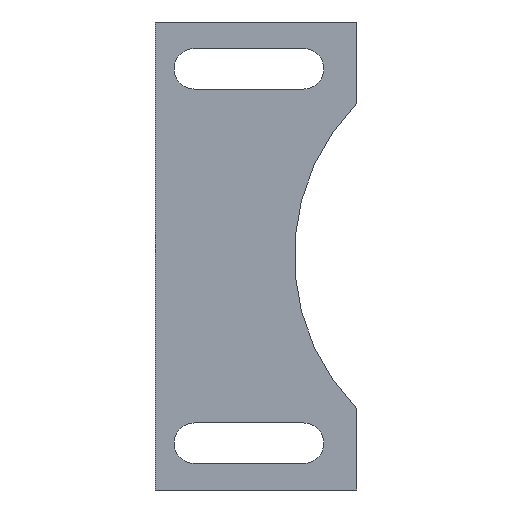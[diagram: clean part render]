
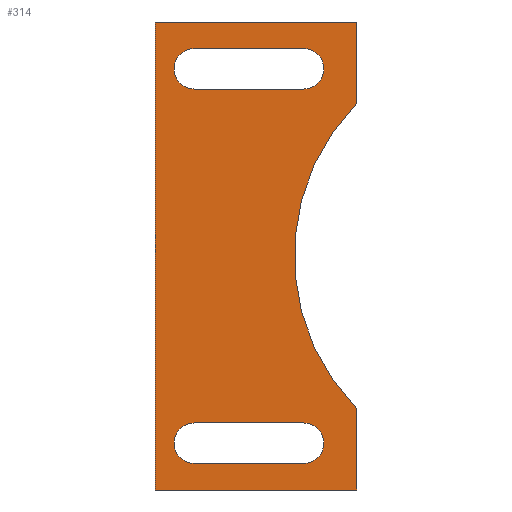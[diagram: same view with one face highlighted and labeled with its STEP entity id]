
A CAD part, left-side view. The second image highlights one B-rep face of the part: STEP entity #314.
In plain terms, the highlighted planar face has unit normal (-1, 0, 0).
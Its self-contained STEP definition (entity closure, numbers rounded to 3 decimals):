
#17=FACE_BOUND('',#64,.T.);
#18=FACE_BOUND('',#65,.T.);
#29=PLANE('',#360);
#45=FACE_OUTER_BOUND('',#63,.T.);
#63=EDGE_LOOP('',(#280,#281,#282,#283,#284,#285));
#64=EDGE_LOOP('',(#286,#287,#288,#289));
#65=EDGE_LOOP('',(#290,#291,#292,#293));
#68=LINE('',#459,#100);
#72=LINE('',#470,#104);
#76=LINE('',#483,#108);
#80=LINE('',#494,#112);
#82=LINE('',#499,#114);
#86=LINE('',#507,#118);
#89=LINE('',#513,#121);
#92=LINE('',#519,#124);
#95=LINE('',#525,#127);
#100=VECTOR('',#373,10.);
#104=VECTOR('',#385,10.);
#108=VECTOR('',#397,10.);
#112=VECTOR('',#409,10.);
#114=VECTOR('',#413,10.);
#118=VECTOR('',#419,10.);
#121=VECTOR('',#424,10.);
#124=VECTOR('',#429,10.);
#127=VECTOR('',#434,10.);
#130=CIRCLE('',#336,1.3);
#132=CIRCLE('',#340,1.3);
#134=CIRCLE('',#344,1.3);
#136=CIRCLE('',#348,1.3);
#138=CIRCLE('',#357,14.);
#140=VERTEX_POINT('',#449);
#141=VERTEX_POINT('',#450);
#144=VERTEX_POINT('',#458);
#146=VERTEX_POINT('',#464);
#148=VERTEX_POINT('',#473);
#149=VERTEX_POINT('',#474);
#152=VERTEX_POINT('',#482);
#154=VERTEX_POINT('',#488);
#156=VERTEX_POINT('',#497);
#157=VERTEX_POINT('',#498);
#160=VERTEX_POINT('',#506);
#162=VERTEX_POINT('',#512);
#164=VERTEX_POINT('',#518);
#166=VERTEX_POINT('',#524);
#168=EDGE_CURVE('',#140,#141,#130,.T.);
#172=EDGE_CURVE('',#141,#144,#68,.T.);
#175=EDGE_CURVE('',#144,#146,#132,.T.);
#178=EDGE_CURVE('',#146,#140,#72,.T.);
#180=EDGE_CURVE('',#148,#149,#134,.T.);
#184=EDGE_CURVE('',#152,#148,#76,.T.);
#187=EDGE_CURVE('',#154,#152,#136,.T.);
#190=EDGE_CURVE('',#149,#154,#80,.T.);
#192=EDGE_CURVE('',#156,#157,#82,.T.);
#196=EDGE_CURVE('',#160,#156,#86,.T.);
#199=EDGE_CURVE('',#162,#160,#89,.T.);
#202=EDGE_CURVE('',#164,#162,#92,.T.);
#205=EDGE_CURVE('',#166,#164,#95,.T.);
#208=EDGE_CURVE('',#157,#166,#138,.T.);
#280=ORIENTED_EDGE('',*,*,#208,.F.);
#281=ORIENTED_EDGE('',*,*,#192,.F.);
#282=ORIENTED_EDGE('',*,*,#196,.F.);
#283=ORIENTED_EDGE('',*,*,#199,.F.);
#284=ORIENTED_EDGE('',*,*,#202,.F.);
#285=ORIENTED_EDGE('',*,*,#205,.F.);
#286=ORIENTED_EDGE('',*,*,#168,.T.);
#287=ORIENTED_EDGE('',*,*,#172,.T.);
#288=ORIENTED_EDGE('',*,*,#175,.T.);
#289=ORIENTED_EDGE('',*,*,#178,.T.);
#290=ORIENTED_EDGE('',*,*,#180,.T.);
#291=ORIENTED_EDGE('',*,*,#190,.T.);
#292=ORIENTED_EDGE('',*,*,#187,.T.);
#293=ORIENTED_EDGE('',*,*,#184,.T.);
#314=ADVANCED_FACE('',(#45,#17,#18),#29,.F.);
#336=AXIS2_PLACEMENT_3D('',#451,#365,#366);
#340=AXIS2_PLACEMENT_3D('',#465,#378,#379);
#344=AXIS2_PLACEMENT_3D('',#475,#389,#390);
#348=AXIS2_PLACEMENT_3D('',#489,#402,#403);
#357=AXIS2_PLACEMENT_3D('',#530,#439,#440);
#360=AXIS2_PLACEMENT_3D('',#533,#445,#446);
#365=DIRECTION('center_axis',(1.,0.,0.));
#366=DIRECTION('ref_axis',(0.,0.,-1.));
#373=DIRECTION('',(0.,-1.,0.));
#378=DIRECTION('center_axis',(1.,0.,0.));
#379=DIRECTION('ref_axis',(0.,0.,1.));
#385=DIRECTION('',(0.,1.,0.));
#389=DIRECTION('center_axis',(1.,0.,0.));
#390=DIRECTION('ref_axis',(0.,0.,-1.));
#397=DIRECTION('',(0.,1.,0.));
#402=DIRECTION('center_axis',(1.,0.,0.));
#403=DIRECTION('ref_axis',(0.,0.,1.));
#409=DIRECTION('',(0.,-1.,0.));
#413=DIRECTION('',(0.,0.,-1.));
#419=DIRECTION('',(0.,-1.,0.));
#424=DIRECTION('',(0.,0.,1.));
#429=DIRECTION('',(0.,1.,0.));
#434=DIRECTION('',(0.,0.,-1.));
#439=DIRECTION('center_axis',(-1.,0.,0.));
#440=DIRECTION('ref_axis',(0.,-0.714,0.7));
#445=DIRECTION('center_axis',(1.,0.,0.));
#446=DIRECTION('ref_axis',(0.,0.,-1.));
#449=CARTESIAN_POINT('',(0.,-2.5,-28.3));
#450=CARTESIAN_POINT('',(0.,-2.5,-25.7));
#451=CARTESIAN_POINT('Origin',(0.,-2.5,-27.));
#458=CARTESIAN_POINT('',(0.,-9.5,-25.7));
#459=CARTESIAN_POINT('',(0.,-7.977,-25.7));
#464=CARTESIAN_POINT('',(0.,-9.5,-28.3));
#465=CARTESIAN_POINT('Origin',(0.,-9.5,-27.));
#470=CARTESIAN_POINT('',(0.,-4.477,-28.3));
#473=CARTESIAN_POINT('',(0.,-2.5,-4.3));
#474=CARTESIAN_POINT('',(0.,-2.5,-1.7));
#475=CARTESIAN_POINT('Origin',(0.,-2.5,-3.));
#482=CARTESIAN_POINT('',(0.,-9.5,-4.3));
#483=CARTESIAN_POINT('',(0.,-4.477,-4.3));
#488=CARTESIAN_POINT('',(0.,-9.5,-1.7));
#489=CARTESIAN_POINT('Origin',(0.,-9.5,-3.));
#494=CARTESIAN_POINT('',(0.,-7.977,-1.7));
#497=CARTESIAN_POINT('',(0.,-12.906,0.));
#498=CARTESIAN_POINT('',(0.,-12.906,-5.202));
#499=CARTESIAN_POINT('',(0.,-12.906,0.));
#506=CARTESIAN_POINT('',(0.,0.,0.));
#507=CARTESIAN_POINT('',(0.,0.,0.));
#512=CARTESIAN_POINT('',(0.,0.,-30.));
#513=CARTESIAN_POINT('',(0.,0.,-30.));
#518=CARTESIAN_POINT('',(0.,-12.906,-30.));
#519=CARTESIAN_POINT('',(0.,-12.906,-30.));
#524=CARTESIAN_POINT('',(0.,-12.906,-24.798));
#525=CARTESIAN_POINT('',(0.,-12.906,-24.798));
#530=CARTESIAN_POINT('Origin',(0.,-22.906,-15.));
#533=CARTESIAN_POINT('Origin',(0.,-6.453,-15.));
